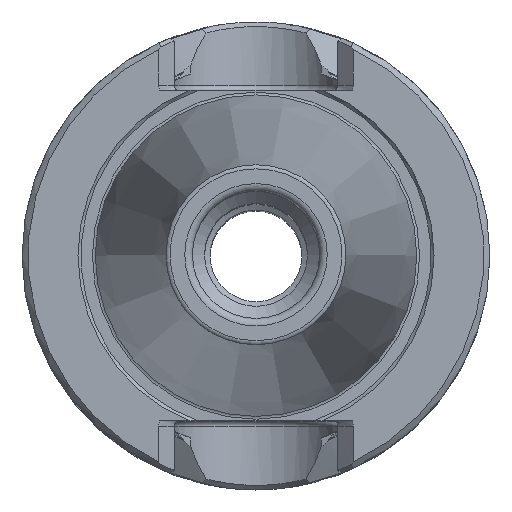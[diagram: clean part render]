
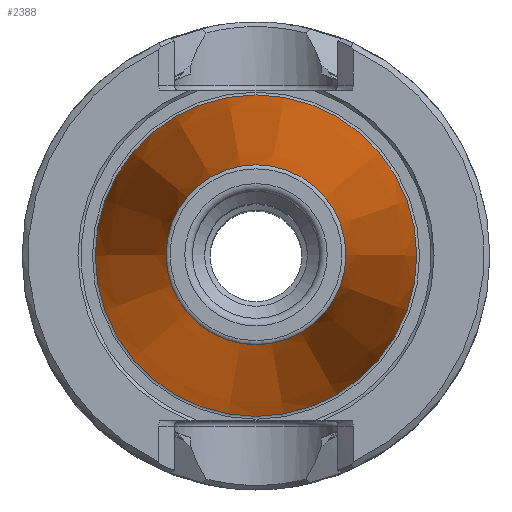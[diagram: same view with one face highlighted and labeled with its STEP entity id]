
A CAD part, top view. The second image highlights one B-rep face of the part: STEP entity #2388.
In plain terms, the highlighted conical face has half-angle 8.297 degrees and reference radius 8.642 mm.
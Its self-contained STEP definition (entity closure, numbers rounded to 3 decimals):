
#281=CONICAL_SURFACE('',#2547,8.642,0.145);
#375=ORIENTED_EDGE('',*,*,#785,.F.);
#376=ORIENTED_EDGE('',*,*,#784,.F.);
#784=EDGE_CURVE('',#1007,#1007,#1168,.F.);
#785=EDGE_CURVE('',#1008,#1008,#1169,.T.);
#1007=VERTEX_POINT('',#3266);
#1008=VERTEX_POINT('',#3269);
#1168=CIRCLE('',#2546,8.845);
#1169=CIRCLE('',#2548,15.802);
#1294=EDGE_LOOP('',(#375));
#1295=EDGE_LOOP('',(#376));
#1456=FACE_BOUND('',#1294,.T.);
#1457=FACE_BOUND('',#1295,.T.);
#2388=ADVANCED_FACE('',(#1456,#1457),#281,.T.);
#2546=AXIS2_PLACEMENT_3D('',#3265,#2835,#2836);
#2547=AXIS2_PLACEMENT_3D('',#3267,#2837,#2838);
#2548=AXIS2_PLACEMENT_3D('',#3268,#2839,#2840);
#2835=DIRECTION('',(0.,0.,-1.));
#2836=DIRECTION('',(-1.,0.,0.));
#2837=DIRECTION('',(0.,0.,-1.));
#2838=DIRECTION('',(-1.,0.,0.));
#2839=DIRECTION('',(0.,0.,-1.));
#2840=DIRECTION('',(-1.,0.,0.));
#3265=CARTESIAN_POINT('',(0.,0.,48.207));
#3266=CARTESIAN_POINT('',(-8.845,0.,48.207));
#3267=CARTESIAN_POINT('',(0.,0.,49.6));
#3268=CARTESIAN_POINT('',(0.,0.,0.5));
#3269=CARTESIAN_POINT('',(-15.802,0.,0.5));
